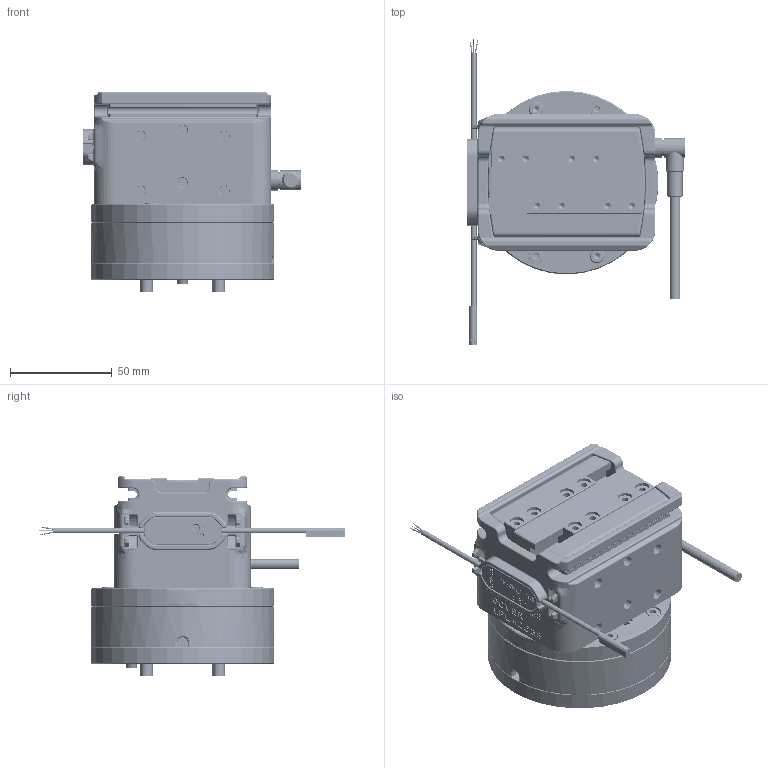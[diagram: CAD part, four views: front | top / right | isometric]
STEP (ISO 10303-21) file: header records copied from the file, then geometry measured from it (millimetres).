
FILE_DESCRIPTION (( 'STEP AP214' ), '1' );
FILE_NAME ('KIT-DOOSAN-G_2535_20220818.STEP', '2022-08-17T15:30:55', ( '' ), ( '' ), 'SwSTEP 2.0', 'SolidWorks 2020', '' );
FILE_SCHEMA (( 'AUTOMOTIVE_DESIGN' ));
Length unit declared in the file: millimetre
Products named in the file (19): KIT-COBOT-WIRE_蹬怮椔; Copia di PRO-SSR4N225-G-AS01^PRO-SSR4N225-G_蹬怮椔; MPLM2535; 3M350051_FLANGE-4M5-31.5 and 50 round_蹬怮椔; CB4-10; mplm25_griffa_MPLM2535; OTP-573-8P__蹬怮椔; KIT-DOOSAN-G_2535_20220818; CBE4_30; Copia di CFGM890402P-01^CAPBOX1625-04; MFI-A374-B-AS01_MFI-A374-B; 3D350083R1_3D350083_MPLM2535—pp; 3D350122_ConnectorBox_蹬怮椔; CB6-8; MSV5-15; 3M350051_蹬怮椔; mplm25_corpo_MPLM2535; MSV6-10_蹬怮椔; MFI-A374-B
Assembly tree (26 placements, depth 4):
  KIT-DOOSAN-G_2535_20220818
    MPLM2535
      mplm25_corpo_MPLM2535
      mplm25_griffa_MPLM2535  x2
    CB4-10  x2
    KIT-COBOT-WIRE_蹬怮椔
      3D350122_ConnectorBox_蹬怮椔
      OTP-573-8P__蹬怮椔
      3M350051_蹬怮椔
        3M350051_FLANGE-4M5-31.5 and 50 round_蹬怮椔
        CB6-8  x4
        MSV6-10_蹬怮椔
      MSV5-15
      MFI-A374-B
        MFI-A374-B-AS01_MFI-A374-B
    3D350083R1_3D350083_MPLM2535—pp
    CBE4_30  x4
    Copia di CFGM890402P-01^CAPBOX1625-04
    Copia di PRO-SSR4N225-G-AS01^PRO-SSR4N225-G_蹬怮椔
Bounding box: 107.3 x 150 x 98 mm (x, y, z)
Volume: 443190.2 mm3; surface area: 158344.7 mm2
Topology: 62 solids, 62 shells, 5015 faces, 11938 edges, 7302 vertices
Faces by surface type: cylinder 1786, plane 1506, bspline 739, cone 719, torus 199, sphere 66
Entity records: 188438 total; most frequent: CARTESIAN_POINT 69833, ORIENTED_EDGE 22416, DIRECTION 22303, EDGE_CURVE 11208, AXIS2_PLACEMENT_3D 8573, VERTEX_POINT 6999, EDGE_LOOP 5423, LINE 5157
